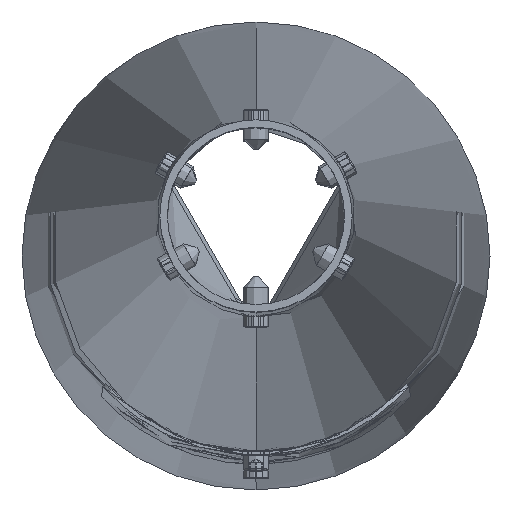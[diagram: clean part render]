
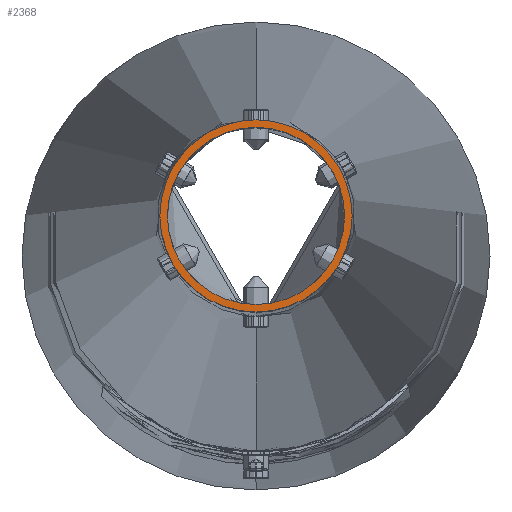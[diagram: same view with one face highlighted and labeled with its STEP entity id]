
A CAD part, top view. The second image highlights one B-rep face of the part: STEP entity #2368.
In plain terms, the highlighted face is planar.
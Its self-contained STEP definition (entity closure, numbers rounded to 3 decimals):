
#308 = CIRCLE ( 'NONE', #2371, 35. ) ;
#324 = DIRECTION ( 'NONE',  ( 0., -1., 0. ) ) ;
#568 = CIRCLE ( 'NONE', #2632, 38. ) ;
#728 = CARTESIAN_POINT ( 'NONE',  ( 0., 9100., 0. ) ) ;
#992 = CARTESIAN_POINT ( 'NONE',  ( -38., 9100., 0. ) ) ;
#1238 = CARTESIAN_POINT ( 'NONE',  ( 0., 9100., 0. ) ) ;
#1372 = DIRECTION ( 'NONE',  ( 0., -1., 0. ) ) ;
#1400 = ORIENTED_EDGE ( 'NONE', *, *, #1764, .F. ) ;
#1468 = EDGE_LOOP ( 'NONE', ( #1922, #1400 ) ) ;
#1643 = CARTESIAN_POINT ( 'NONE',  ( 0., 9100., -35. ) ) ;
#1764 = EDGE_CURVE ( 'NONE', #2589, #2933, #2793, .T. ) ;
#1922 = ORIENTED_EDGE ( 'NONE', *, *, #3578, .F. ) ;
#2368 = ADVANCED_FACE ( 'NONE', ( #2602, #3061 ), #5913, .T. ) ;
#2371 = AXIS2_PLACEMENT_3D ( 'NONE', #728, #1372, #2448 ) ;
#2415 = AXIS2_PLACEMENT_3D ( 'NONE', #992, #4850, #6416 ) ;
#2417 = EDGE_CURVE ( 'NONE', #6760, #3024, #3289, .T. ) ;
#2448 = DIRECTION ( 'NONE',  ( 0., 0., -1. ) ) ;
#2467 = ORIENTED_EDGE ( 'NONE', *, *, #2417, .T. ) ;
#2589 = VERTEX_POINT ( 'NONE', #6107 ) ;
#2602 = FACE_BOUND ( 'NONE', #3816, .T. ) ;
#2632 = AXIS2_PLACEMENT_3D ( 'NONE', #5221, #324, #4503 ) ;
#2793 = CIRCLE ( 'NONE', #4031, 38. ) ;
#2892 = ORIENTED_EDGE ( 'NONE', *, *, #6310, .T. ) ;
#2933 = VERTEX_POINT ( 'NONE', #6212 ) ;
#3024 = VERTEX_POINT ( 'NONE', #1643 ) ;
#3061 = FACE_OUTER_BOUND ( 'NONE', #1468, .T. ) ;
#3094 = DIRECTION ( 'NONE',  ( 0., 0., -1. ) ) ;
#3195 = DIRECTION ( 'NONE',  ( 0., -1., 0. ) ) ;
#3289 = CIRCLE ( 'NONE', #3313, 35. ) ;
#3313 = AXIS2_PLACEMENT_3D ( 'NONE', #6918, #3195, #3094 ) ;
#3578 = EDGE_CURVE ( 'NONE', #2933, #2589, #568, .T. ) ;
#3816 = EDGE_LOOP ( 'NONE', ( #2892, #2467 ) ) ;
#3933 = DIRECTION ( 'NONE',  ( 0., -1., 0. ) ) ;
#4031 = AXIS2_PLACEMENT_3D ( 'NONE', #1238, #3933, #5530 ) ;
#4503 = DIRECTION ( 'NONE',  ( 0., 0., -1. ) ) ;
#4850 = DIRECTION ( 'NONE',  ( 0., 1., 0. ) ) ;
#5221 = CARTESIAN_POINT ( 'NONE',  ( 0., 9100., 0. ) ) ;
#5530 = DIRECTION ( 'NONE',  ( 0., 0., -1. ) ) ;
#5913 = PLANE ( 'NONE',  #2415 ) ;
#6107 = CARTESIAN_POINT ( 'NONE',  ( 0., 9100., 38. ) ) ;
#6212 = CARTESIAN_POINT ( 'NONE',  ( 0., 9100., -38. ) ) ;
#6310 = EDGE_CURVE ( 'NONE', #3024, #6760, #308, .T. ) ;
#6416 = DIRECTION ( 'NONE',  ( 0., 0., 1. ) ) ;
#6715 = CARTESIAN_POINT ( 'NONE',  ( 0., 9100., 35. ) ) ;
#6760 = VERTEX_POINT ( 'NONE', #6715 ) ;
#6918 = CARTESIAN_POINT ( 'NONE',  ( 0., 9100., 0. ) ) ;
